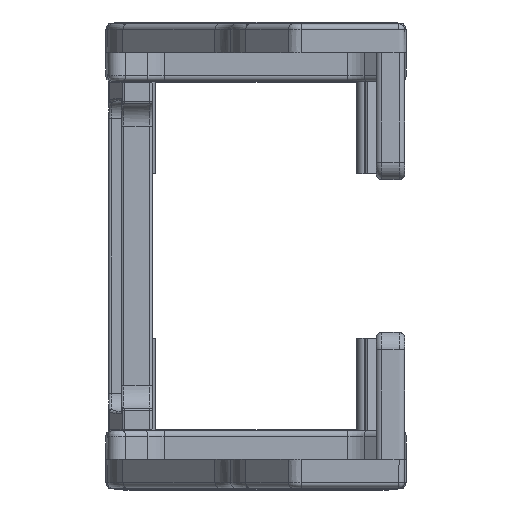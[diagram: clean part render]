
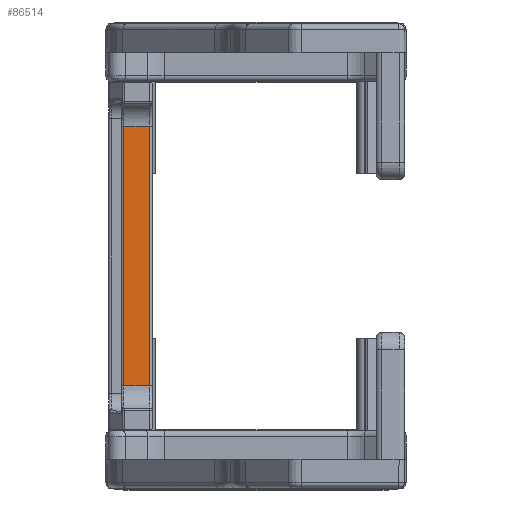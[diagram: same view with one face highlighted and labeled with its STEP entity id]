
A CAD part, left-side view. The second image highlights one B-rep face of the part: STEP entity #86514.
In plain terms, the highlighted planar face has unit normal (-1, 0, 0).
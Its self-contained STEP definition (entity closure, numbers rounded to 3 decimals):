
#3505 = VECTOR ( 'NONE', #27634, 1000. ) ;
#5091 = EDGE_LOOP ( 'NONE', ( #41284, #47768, #98737, #102004 ) ) ;
#5857 = CARTESIAN_POINT ( 'NONE',  ( -98.303, 19.399, 20.484 ) ) ;
#10131 = LINE ( 'NONE', #35196, #19984 ) ;
#11942 = VECTOR ( 'NONE', #97825, 1000. ) ;
#17299 = PLANE ( 'NONE',  #24110 ) ;
#19770 = EDGE_CURVE ( 'NONE', #60027, #66370, #87241, .T. ) ;
#19984 = VECTOR ( 'NONE', #90210, 1000. ) ;
#24110 = AXIS2_PLACEMENT_3D ( 'NONE', #72370, #87822, #33125 ) ;
#26045 = CARTESIAN_POINT ( 'NONE',  ( -98.303, 118.849, -24.516 ) ) ;
#27278 = LINE ( 'NONE', #5857, #35920 ) ;
#27596 = EDGE_CURVE ( 'NONE', #73114, #62297, #27278, .T. ) ;
#27634 = DIRECTION ( 'NONE',  ( 0., 1., 0. ) ) ;
#32735 = FACE_OUTER_BOUND ( 'NONE', #5091, .T. ) ;
#33125 = DIRECTION ( 'NONE',  ( 0., 0., 1. ) ) ;
#35132 = EDGE_CURVE ( 'NONE', #62297, #66370, #10131, .T. ) ;
#35196 = CARTESIAN_POINT ( 'NONE',  ( -98.303, 118.849, -73.066 ) ) ;
#35920 = VECTOR ( 'NONE', #61302, 1000. ) ;
#41284 = ORIENTED_EDGE ( 'NONE', *, *, #35132, .T. ) ;
#42803 = CARTESIAN_POINT ( 'NONE',  ( -98.303, 114.361, -24.516 ) ) ;
#43548 = CARTESIAN_POINT ( 'NONE',  ( -98.303, 114.361, 21.284 ) ) ;
#47768 = ORIENTED_EDGE ( 'NONE', *, *, #19770, .F. ) ;
#50178 = LINE ( 'NONE', #43548, #11942 ) ;
#51118 = CARTESIAN_POINT ( 'NONE',  ( -98.303, 19.399, -24.516 ) ) ;
#60027 = VERTEX_POINT ( 'NONE', #42803 ) ;
#61302 = DIRECTION ( 'NONE',  ( 0., 1., 0. ) ) ;
#62297 = VERTEX_POINT ( 'NONE', #98683 ) ;
#66370 = VERTEX_POINT ( 'NONE', #26045 ) ;
#67954 = EDGE_CURVE ( 'NONE', #60027, #73114, #50178, .T. ) ;
#72370 = CARTESIAN_POINT ( 'NONE',  ( -98.303, 19.399, -73.066 ) ) ;
#73114 = VERTEX_POINT ( 'NONE', #74070 ) ;
#74070 = CARTESIAN_POINT ( 'NONE',  ( -98.303, 114.361, 20.484 ) ) ;
#86514 = ADVANCED_FACE ( 'NONE', ( #32735 ), #17299, .T. ) ;
#87241 = LINE ( 'NONE', #51118, #3505 ) ;
#87822 = DIRECTION ( 'NONE',  ( -1., 0., 0. ) ) ;
#90210 = DIRECTION ( 'NONE',  ( 0., 0., -1. ) ) ;
#97825 = DIRECTION ( 'NONE',  ( 0., 0., 1. ) ) ;
#98683 = CARTESIAN_POINT ( 'NONE',  ( -98.303, 118.849, 20.484 ) ) ;
#98737 = ORIENTED_EDGE ( 'NONE', *, *, #67954, .T. ) ;
#102004 = ORIENTED_EDGE ( 'NONE', *, *, #27596, .T. ) ;
